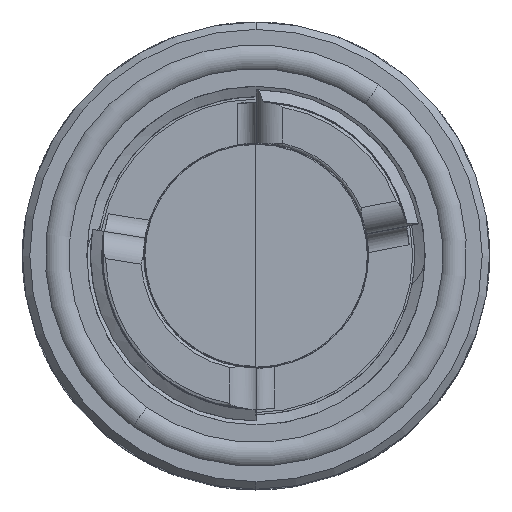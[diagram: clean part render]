
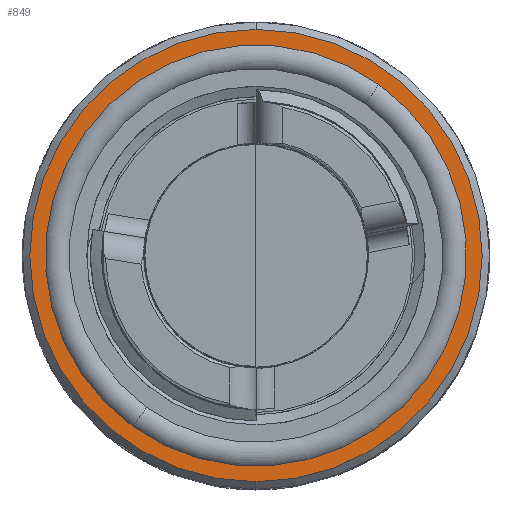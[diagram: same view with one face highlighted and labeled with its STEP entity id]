
A CAD part, top view. The second image highlights one B-rep face of the part: STEP entity #849.
In plain terms, the highlighted planar face has unit normal (0, 0, 1).
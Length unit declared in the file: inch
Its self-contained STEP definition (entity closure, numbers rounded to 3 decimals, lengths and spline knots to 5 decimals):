
#103 = EDGE_LOOP ( 'NONE', ( #6377, #5823 ) ) ;
#147 = DIRECTION ( 'NONE',  ( -1., 0., 0. ) ) ;
#849 = ADVANCED_FACE ( 'NONE', ( #9652, #1070 ), #4022, .F. ) ;
#1008 = DIRECTION ( 'NONE',  ( 0., 0., 1. ) ) ;
#1014 = DIRECTION ( 'NONE',  ( 0., 0., 1. ) ) ;
#1068 = AXIS2_PLACEMENT_3D ( 'NONE', #9890, #1008, #3419 ) ;
#1070 = FACE_BOUND ( 'NONE', #103, .T. ) ;
#1074 = CIRCLE ( 'NONE', #5603, 0.7625 ) ;
#1099 = CIRCLE ( 'NONE', #9153, 0.70995 ) ;
#1124 = ORIENTED_EDGE ( 'NONE', *, *, #8932, .T. ) ;
#1329 = ORIENTED_EDGE ( 'NONE', *, *, #5392, .T. ) ;
#1361 = CARTESIAN_POINT ( 'NONE',  ( 0., 0.7625, -0.452 ) ) ;
#1921 = DIRECTION ( 'NONE',  ( 0., 1., 0. ) ) ;
#1961 = AXIS2_PLACEMENT_3D ( 'NONE', #9899, #9108, #1921 ) ;
#2069 = CARTESIAN_POINT ( 'NONE',  ( 0., 0., -0.452 ) ) ;
#2342 = AXIS2_PLACEMENT_3D ( 'NONE', #5853, #5602, #4069 ) ;
#3419 = DIRECTION ( 'NONE',  ( -1., 0., 0. ) ) ;
#4022 = PLANE ( 'NONE',  #2342 ) ;
#4069 = DIRECTION ( 'NONE',  ( -1., 0., 0. ) ) ;
#4228 = DIRECTION ( 'NONE',  ( 0., 0., 1. ) ) ;
#4450 = EDGE_CURVE ( 'NONE', #9957, #7519, #1099, .T. ) ;
#4833 = CARTESIAN_POINT ( 'NONE',  ( 0., -0.7625, -0.452 ) ) ;
#5073 = VERTEX_POINT ( 'NONE', #1361 ) ;
#5392 = EDGE_CURVE ( 'NONE', #5073, #9292, #6147, .T. ) ;
#5602 = DIRECTION ( 'NONE',  ( 0., 0., -1. ) ) ;
#5603 = AXIS2_PLACEMENT_3D ( 'NONE', #2069, #1014, #7546 ) ;
#5823 = ORIENTED_EDGE ( 'NONE', *, *, #8235, .F. ) ;
#5853 = CARTESIAN_POINT ( 'NONE',  ( 0., 0.59586, -0.452 ) ) ;
#6147 = CIRCLE ( 'NONE', #1961, 0.7625 ) ;
#6377 = ORIENTED_EDGE ( 'NONE', *, *, #4450, .F. ) ;
#6553 = CARTESIAN_POINT ( 'NONE',  ( 0.41439, 0.57646, -0.452 ) ) ;
#7519 = VERTEX_POINT ( 'NONE', #6553 ) ;
#7546 = DIRECTION ( 'NONE',  ( 0., 1., 0. ) ) ;
#7938 = CIRCLE ( 'NONE', #1068, 0.70995 ) ;
#8235 = EDGE_CURVE ( 'NONE', #7519, #9957, #7938, .T. ) ;
#8916 = CARTESIAN_POINT ( 'NONE',  ( 0., 0., -0.452 ) ) ;
#8932 = EDGE_CURVE ( 'NONE', #9292, #5073, #1074, .T. ) ;
#9108 = DIRECTION ( 'NONE',  ( 0., 0., 1. ) ) ;
#9153 = AXIS2_PLACEMENT_3D ( 'NONE', #8916, #4228, #147 ) ;
#9292 = VERTEX_POINT ( 'NONE', #4833 ) ;
#9440 = CARTESIAN_POINT ( 'NONE',  ( -0.41439, -0.57646, -0.452 ) ) ;
#9652 = FACE_OUTER_BOUND ( 'NONE', #9698, .T. ) ;
#9698 = EDGE_LOOP ( 'NONE', ( #1329, #1124 ) ) ;
#9890 = CARTESIAN_POINT ( 'NONE',  ( 0., 0., -0.452 ) ) ;
#9899 = CARTESIAN_POINT ( 'NONE',  ( 0., 0., -0.452 ) ) ;
#9957 = VERTEX_POINT ( 'NONE', #9440 ) ;
